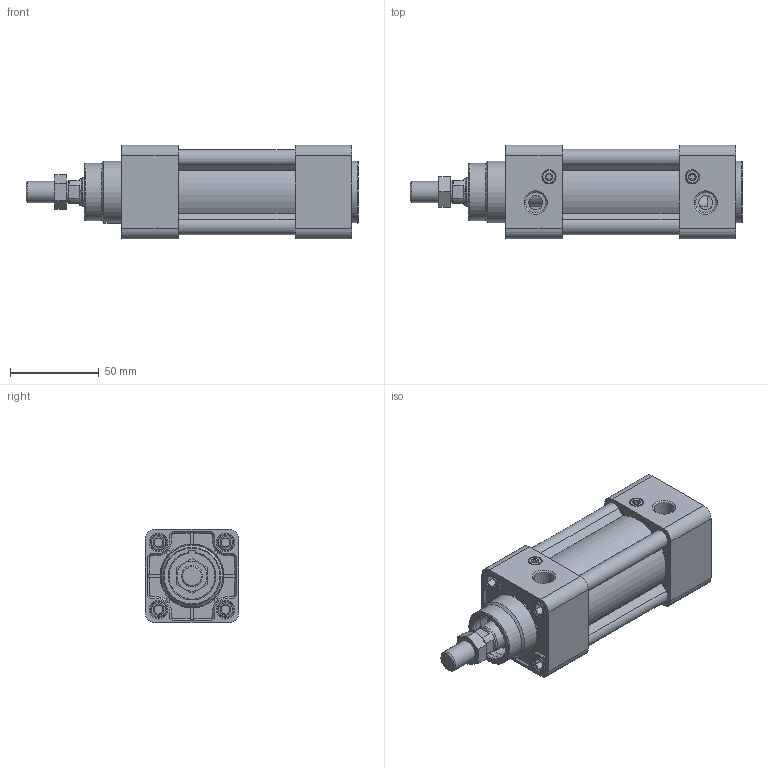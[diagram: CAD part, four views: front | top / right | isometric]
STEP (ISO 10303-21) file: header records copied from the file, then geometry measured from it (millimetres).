
FILE_DESCRIPTION( ( 'STEP AP203' ), '1' );
FILE_NAME( 'VBC40X25-0(0).stp', '2021-10-12T01:54:04', ( 'License CC BY-ND 4.0' ), ( 'CADENAS' ), ' ', 'PARTsolutions', ' ' );
FILE_SCHEMA( ( 'CONFIG_CONTROL_DESIGN' ) );
Length unit declared in the file: millimetre
Products named in the file (4): VBC40X25-0(0); _VBC40X25-0(0)_dummy; _VBC40x25; _40x25-0
Assembly tree (3 placements, depth 2):
  VBC40X25-0(0)
    _VBC40X25-0(0)_dummy
    _VBC40x25
    _40x25-0
Bounding box: 187.5 x 53 x 53.08 mm (x, y, z)
Volume: 278353.9 mm3; surface area: 78240.2 mm2
Topology: 2 solids, 2 shells, 386 faces, 940 edges, 611 vertices
Faces by surface type: plane 248, cylinder 68, cone 59, torus 11
Full cylindrical faces by diameter (mm): 4.917 x8, 8 x4, 9 x8, 9.5 x8, 11.445 x2, 12 x2, 15 x1, 16 x3, 32.5 x1, 35 x2, 36 x1, 40 x2
Entity records: 11149 total; most frequent: CARTESIAN_POINT 2120, DIRECTION 1866, ORIENTED_EDGE 1720, EDGE_CURVE 860, AXIS2_PLACEMENT_3D 672, VERTEX_POINT 599, LINE 522, VECTOR 522
